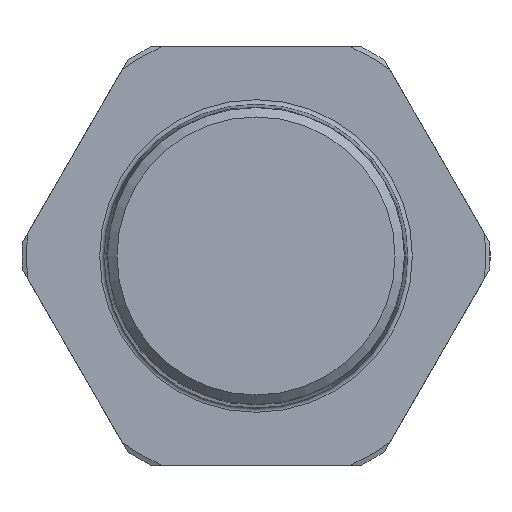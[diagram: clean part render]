
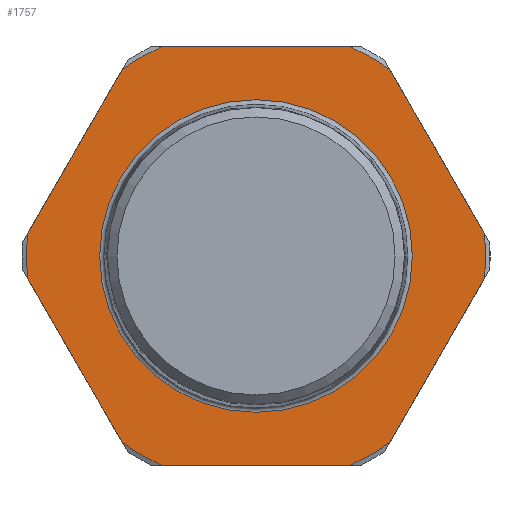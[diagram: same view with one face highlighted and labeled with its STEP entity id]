
A CAD part, left-side view. The second image highlights one B-rep face of the part: STEP entity #1757.
In plain terms, the highlighted planar face has unit normal (-1, 0, 0).
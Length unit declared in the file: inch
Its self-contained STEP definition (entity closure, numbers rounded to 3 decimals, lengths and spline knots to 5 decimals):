
#50=FACE_BOUND('',#451,.T.);
#150=LINE('',#3367,#217);
#153=LINE('',#3397,#220);
#156=LINE('',#3427,#223);
#159=LINE('',#3457,#226);
#162=LINE('',#3477,#229);
#165=LINE('',#3520,#232);
#217=VECTOR('',#2451,0.3937);
#220=VECTOR('',#2456,0.3937);
#223=VECTOR('',#2461,0.3937);
#226=VECTOR('',#2466,0.3937);
#229=VECTOR('',#2471,0.3937);
#232=VECTOR('',#2476,0.3937);
#352=FACE_OUTER_BOUND('',#450,.T.);
#450=EDGE_LOOP('',(#1488,#1489,#1490,#1491,#1492,#1493,#1494,#1495,#1496,
#1497,#1498,#1499));
#451=EDGE_LOOP('',(#1500,#1501));
#575=CIRCLE('',#1986,0.99409);
#577=CIRCLE('',#1989,0.99409);
#578=CIRCLE('',#1991,0.99409);
#581=CIRCLE('',#1995,0.99409);
#582=CIRCLE('',#1997,0.99409);
#586=CIRCLE('',#2003,0.99409);
#587=CIRCLE('',#2004,0.67717);
#588=CIRCLE('',#2005,0.67717);
#741=VERTEX_POINT('',#3364);
#742=VERTEX_POINT('',#3366);
#745=VERTEX_POINT('',#3394);
#746=VERTEX_POINT('',#3396);
#749=VERTEX_POINT('',#3424);
#750=VERTEX_POINT('',#3426);
#753=VERTEX_POINT('',#3454);
#754=VERTEX_POINT('',#3456);
#757=VERTEX_POINT('',#3474);
#758=VERTEX_POINT('',#3476);
#762=VERTEX_POINT('',#3517);
#763=VERTEX_POINT('',#3519);
#764=VERTEX_POINT('',#3542);
#765=VERTEX_POINT('',#3543);
#978=EDGE_CURVE('',#742,#741,#150,.T.);
#982=EDGE_CURVE('',#746,#745,#153,.T.);
#986=EDGE_CURVE('',#750,#749,#156,.T.);
#990=EDGE_CURVE('',#754,#753,#159,.T.);
#994=EDGE_CURVE('',#758,#757,#162,.T.);
#999=EDGE_CURVE('',#763,#762,#165,.T.);
#1002=EDGE_CURVE('',#763,#753,#575,.T.);
#1004=EDGE_CURVE('',#754,#749,#577,.T.);
#1005=EDGE_CURVE('',#746,#757,#578,.T.);
#1008=EDGE_CURVE('',#750,#745,#581,.T.);
#1009=EDGE_CURVE('',#742,#762,#582,.T.);
#1013=EDGE_CURVE('',#758,#741,#586,.T.);
#1014=EDGE_CURVE('',#764,#765,#587,.T.);
#1015=EDGE_CURVE('',#765,#764,#588,.T.);
#1488=ORIENTED_EDGE('',*,*,#978,.T.);
#1489=ORIENTED_EDGE('',*,*,#1013,.F.);
#1490=ORIENTED_EDGE('',*,*,#994,.T.);
#1491=ORIENTED_EDGE('',*,*,#1005,.F.);
#1492=ORIENTED_EDGE('',*,*,#982,.T.);
#1493=ORIENTED_EDGE('',*,*,#1008,.F.);
#1494=ORIENTED_EDGE('',*,*,#986,.T.);
#1495=ORIENTED_EDGE('',*,*,#1004,.F.);
#1496=ORIENTED_EDGE('',*,*,#990,.T.);
#1497=ORIENTED_EDGE('',*,*,#1002,.F.);
#1498=ORIENTED_EDGE('',*,*,#999,.T.);
#1499=ORIENTED_EDGE('',*,*,#1009,.F.);
#1500=ORIENTED_EDGE('',*,*,#1014,.T.);
#1501=ORIENTED_EDGE('',*,*,#1015,.T.);
#1571=PLANE('',#2002);
#1757=ADVANCED_FACE('',(#352,#50),#1571,.T.);
#1986=AXIS2_PLACEMENT_3D('',#3524,#2482,#2483);
#1989=AXIS2_PLACEMENT_3D('',#3527,#2488,#2489);
#1991=AXIS2_PLACEMENT_3D('',#3529,#2492,#2493);
#1995=AXIS2_PLACEMENT_3D('',#3533,#2500,#2501);
#1997=AXIS2_PLACEMENT_3D('',#3535,#2504,#2505);
#2002=AXIS2_PLACEMENT_3D('',#3540,#2514,#2515);
#2003=AXIS2_PLACEMENT_3D('',#3541,#2516,#2517);
#2004=AXIS2_PLACEMENT_3D('',#3544,#2518,#2519);
#2005=AXIS2_PLACEMENT_3D('',#3545,#2520,#2521);
#2451=DIRECTION('',(0.,-0.5,-0.866));
#2456=DIRECTION('',(0.,-0.5,0.866));
#2461=DIRECTION('',(0.,0.5,0.866));
#2466=DIRECTION('',(0.,1.,0.));
#2471=DIRECTION('',(0.,-1.,0.));
#2476=DIRECTION('',(0.,0.5,-0.866));
#2482=DIRECTION('center_axis',(1.,0.,0.));
#2483=DIRECTION('ref_axis',(0.,0.,
1.));
#2488=DIRECTION('center_axis',(1.,0.,0.));
#2489=DIRECTION('ref_axis',(0.,0.,
1.));
#2492=DIRECTION('center_axis',(1.,0.,0.));
#2493=DIRECTION('ref_axis',(0.,0.,
1.));
#2500=DIRECTION('center_axis',(1.,0.,0.));
#2501=DIRECTION('ref_axis',(0.,0.,
1.));
#2504=DIRECTION('center_axis',(1.,0.,0.));
#2505=DIRECTION('ref_axis',(0.,0.,
1.));
#2514=DIRECTION('center_axis',(-1.,0.,0.));
#2515=DIRECTION('ref_axis',(0.,0.,
-1.));
#2516=DIRECTION('center_axis',(1.,0.,0.));
#2517=DIRECTION('ref_axis',(0.,0.,
1.));
#2518=DIRECTION('center_axis',(1.,0.,0.));
#2519=DIRECTION('ref_axis',(0.,0.,
1.));
#2520=DIRECTION('center_axis',(1.,0.,0.));
#2521=DIRECTION('ref_axis',(0.,0.,
1.));
#3364=CARTESIAN_POINT('',(-0.6811,0.57909,-0.80801));
#3366=CARTESIAN_POINT('',(-0.6811,0.9893,-0.0975));
#3367=CARTESIAN_POINT('',(-0.6811,0.76249,-0.49036));
#3394=CARTESIAN_POINT('',(-0.6811,-0.9893,-0.0975));
#3396=CARTESIAN_POINT('',(-0.6811,-0.57909,-0.80801));
#3397=CARTESIAN_POINT('',(-0.6811,-0.80591,-0.41515));
#3424=CARTESIAN_POINT('',(-0.6811,-0.57909,0.80801));
#3426=CARTESIAN_POINT('',(-0.6811,-0.9893,0.0975));
#3427=CARTESIAN_POINT('',(-0.6811,-1.01101,0.0599));
#3454=CARTESIAN_POINT('',(-0.6811,0.41021,0.90551));
#3456=CARTESIAN_POINT('',(-0.6811,-0.41021,0.90551));
#3457=CARTESIAN_POINT('',(-0.6811,-0.70215,0.90551));
#3474=CARTESIAN_POINT('',(-0.6811,-0.41021,-0.90551));
#3476=CARTESIAN_POINT('',(-0.6811,0.41021,-0.90551));
#3477=CARTESIAN_POINT('',(-0.6811,-0.29194,-0.90551));
#3517=CARTESIAN_POINT('',(-0.6811,0.9893,0.0975));
#3519=CARTESIAN_POINT('',(-0.6811,0.57909,0.80801));
#3520=CARTESIAN_POINT('',(-0.6811,0.55738,0.84561));
#3524=CARTESIAN_POINT('Origin',(-0.6811,0.,
0.));
#3527=CARTESIAN_POINT('Origin',(-0.6811,0.,
0.));
#3529=CARTESIAN_POINT('Origin',(-0.6811,0.,
0.));
#3533=CARTESIAN_POINT('Origin',(-0.6811,0.,
0.));
#3535=CARTESIAN_POINT('Origin',(-0.6811,0.,
0.));
#3540=CARTESIAN_POINT('Origin',(-0.6811,-0.99409,0.));
#3541=CARTESIAN_POINT('Origin',(-0.6811,0.,
0.));
#3542=CARTESIAN_POINT('',(-0.6811,-0.67717,0.));
#3543=CARTESIAN_POINT('',(-0.6811,0.,-0.67717));
#3544=CARTESIAN_POINT('Origin',(-0.6811,0.,
0.));
#3545=CARTESIAN_POINT('Origin',(-0.6811,0.,
0.));
